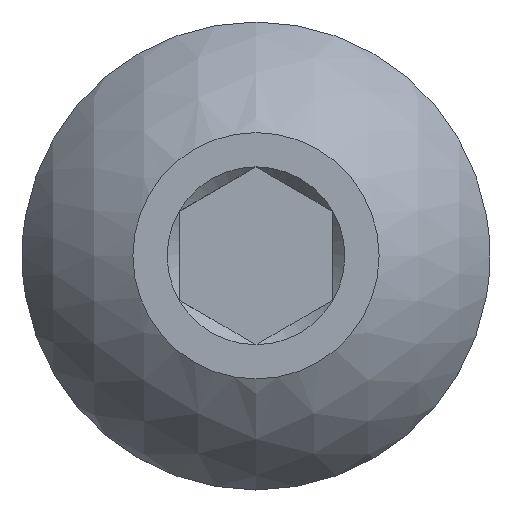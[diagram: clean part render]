
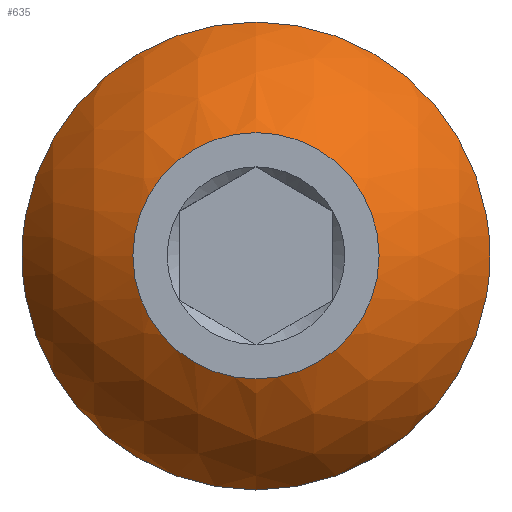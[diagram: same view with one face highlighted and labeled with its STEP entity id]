
A CAD part, top view. The second image highlights one B-rep face of the part: STEP entity #635.
In plain terms, the highlighted spherical face has radius 4.229 mm.
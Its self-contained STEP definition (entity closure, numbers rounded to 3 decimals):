
#27=FACE_BOUND('',#127,.T.);
#30=SPHERICAL_SURFACE('',#700,4.229);
#85=FACE_OUTER_BOUND('',#126,.T.);
#126=EDGE_LOOP('',(#494));
#127=EDGE_LOOP('',(#495));
#157=CIRCLE('',#698,3.8);
#159=CIRCLE('',#701,2.);
#295=VERTEX_POINT('',#1839);
#297=VERTEX_POINT('',#1845);
#375=EDGE_CURVE('',#295,#295,#157,.T.);
#378=EDGE_CURVE('',#297,#297,#159,.T.);
#494=ORIENTED_EDGE('',*,*,#375,.T.);
#495=ORIENTED_EDGE('',*,*,#378,.F.);
#635=ADVANCED_FACE('',(#85,#27),#30,.T.);
#698=AXIS2_PLACEMENT_3D('',#1840,#803,#804);
#700=AXIS2_PLACEMENT_3D('',#1844,#808,#809);
#701=AXIS2_PLACEMENT_3D('',#1846,#810,#811);
#803=DIRECTION('center_axis',(0.,0.,1.));
#804=DIRECTION('ref_axis',(0.,-1.,0.));
#808=DIRECTION('center_axis',(1.,0.,0.));
#809=DIRECTION('ref_axis',(0.,-1.,0.));
#810=DIRECTION('center_axis',(0.,0.,1.));
#811=DIRECTION('ref_axis',(0.,-1.,0.));
#1839=CARTESIAN_POINT('',(0.,3.8,3.33));
#1840=CARTESIAN_POINT('Origin',(0.,0.,3.33));
#1844=CARTESIAN_POINT('Origin',(0.,0.,
1.474));
#1845=CARTESIAN_POINT('',(0.,-2.,5.2));
#1846=CARTESIAN_POINT('Origin',(0.,0.,5.2));
